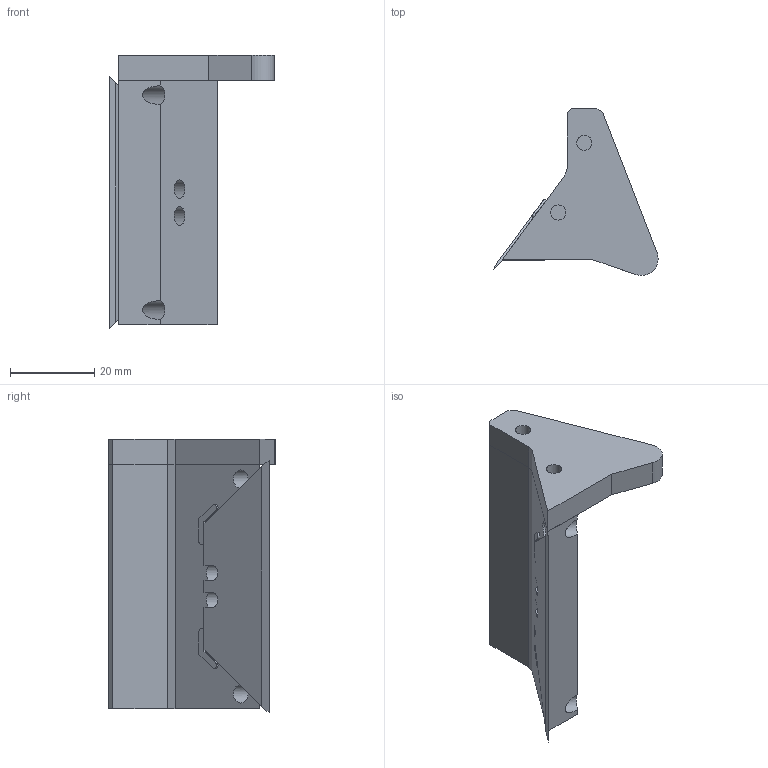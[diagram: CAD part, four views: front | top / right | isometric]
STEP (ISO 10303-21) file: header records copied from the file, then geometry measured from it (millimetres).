
FILE_DESCRIPTION(/* description */ (''),/* implementation_level */ '2;1');
FILE_NAME(/* name */ 'doctor-blade-coater.step',/* time_stamp */ '2022-05-25T17:07:40+01:00',/* author */ (''),/* organization */ (''),/* preprocessor_version */ 'ST-DEVELOPER v18.1',/* originating_system */ 'Autodesk Translation Framework v10.14.0.1471',/* authorisation */ '');
FILE_SCHEMA (('AUTOMOTIVE_DESIGN { 1 0 10303 214 3 1 1 }'));
Length unit declared in the file: millimetre
Products named in the file (4): Doctor Blade Coater; Blade; Blade Holder; Support Arm
Assembly tree (3 placements, depth 2):
  Doctor Blade Coater
    Blade
    Blade Holder
    Support Arm
Bounding box: 39 x 39.65 x 65 mm (x, y, z)
Volume: 22888.7 mm3; surface area: 10885.7 mm2
Topology: 3 solids, 3 shells, 62 faces, 162 edges, 108 vertices
Faces by surface type: plane 47, cylinder 15
Full cylindrical faces by diameter (mm): 3.6 x2, 4.35 x6
Entity records: 2055 total; most frequent: CARTESIAN_POINT 339, DIRECTION 334, ORIENTED_EDGE 324, EDGE_CURVE 162, LINE 128, VECTOR 128, VERTEX_POINT 108, AXIS2_PLACEMENT_3D 103
